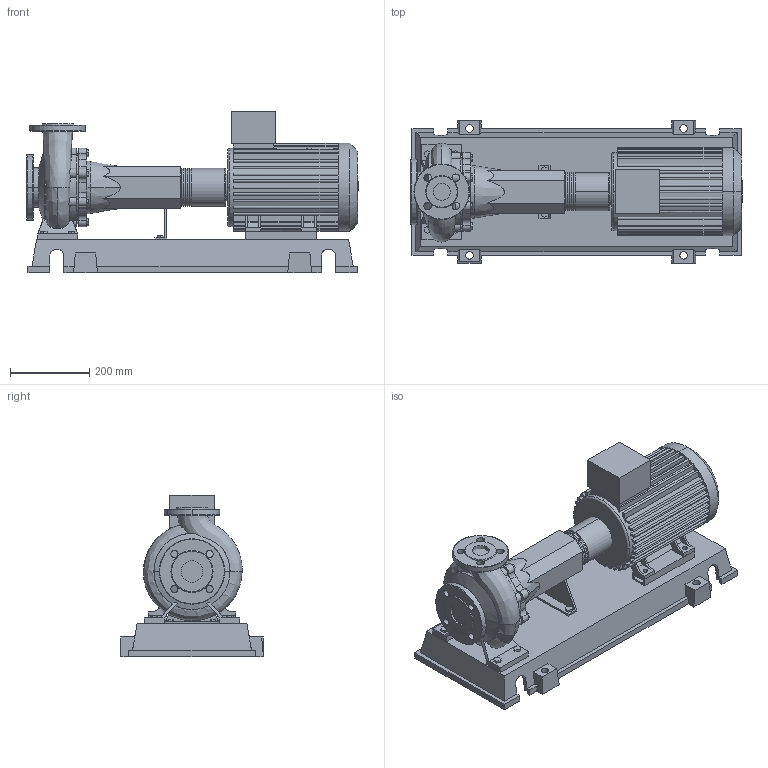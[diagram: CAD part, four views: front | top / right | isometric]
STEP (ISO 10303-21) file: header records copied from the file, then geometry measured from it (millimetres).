
FILE_DESCRIPTION((''),'2;1');
FILE_NAME('3d_NL32_160B-4-2-05-4110557.stp','2015-03-03T07:33:54',(''),(''),'Mechanical Desktop 2009','Mechanical Desktop 2009',', , ');
FILE_SCHEMA(('CONFIG_CONTROL_DESIGN'));
Length unit declared in the file: millimetre
Products named in the file (1): Product
Bounding box: 837 x 360 x 407 mm (x, y, z)
Volume: 25330914.2 mm3; surface area: 2036448.5 mm2
Topology: 13 solids, 13 shells, 799 faces, 2148 edges, 1415 vertices
Faces by surface type: plane 416, bspline 182, cylinder 181, cone 10, torus 10
Entity records: 28859 total; most frequent: CARTESIAN_POINT 8915, ORIENTED_EDGE 4298, DIRECTION 3875, EDGE_CURVE 2149, VERTEX_POINT 1414, VECTOR 1391, LINE 1391, AXIS2_PLACEMENT_3D 1242
